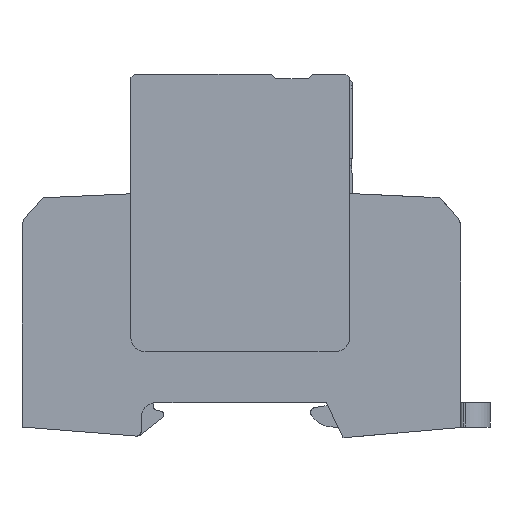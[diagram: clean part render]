
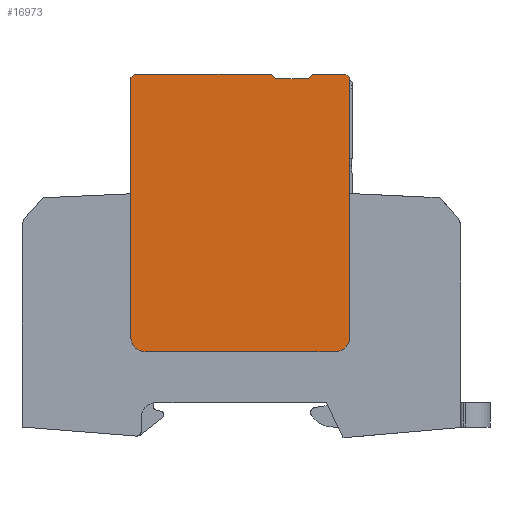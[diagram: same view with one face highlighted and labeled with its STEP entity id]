
A CAD part, left-side view. The second image highlights one B-rep face of the part: STEP entity #16973.
In plain terms, the highlighted planar face has unit normal (-1, 0, 0).
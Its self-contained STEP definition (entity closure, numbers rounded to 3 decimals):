
#16876=AXIS2_PLACEMENT_3D('Plane Axis2P3D',#16873,#16874,#16875) ;
#16691=CARTESIAN_POINT('Vertex',(0.,44.06,73.853)) ;
#16705=CARTESIAN_POINT('Vertex',(0.,44.96,74.753)) ;
#16708=CARTESIAN_POINT('Line Origine',(0.,44.51,74.303)) ;
#16846=CARTESIAN_POINT('Line Origine',(0.,73.485,74.378)) ;
#16850=CARTESIAN_POINT('Vertex',(0.,73.86,74.003)) ;
#16852=CARTESIAN_POINT('Vertex',(0.,73.11,74.753)) ;
#16873=CARTESIAN_POINT('Axis2P3D Location',(0.,72.86,17.703)) ;
#16879=CARTESIAN_POINT('Control Point',(0.,73.86,74.003)) ;
#16880=CARTESIAN_POINT('Control Point',(0.,73.86,63.343)) ;
#16881=CARTESIAN_POINT('Control Point',(0.,73.86,52.683)) ;
#16882=CARTESIAN_POINT('Control Point',(0.,73.86,42.023)) ;
#16883=CARTESIAN_POINT('Control Point',(0.,73.86,31.363)) ;
#16884=CARTESIAN_POINT('Control Point',(0.,73.86,20.703)) ;
#16885=CARTESIAN_POINT('Vertex',(0.,73.86,20.703)) ;
#16889=CARTESIAN_POINT('Control Point',(0.,73.86,20.703)) ;
#16890=CARTESIAN_POINT('Control Point',(0.,73.86,19.76)) ;
#16891=CARTESIAN_POINT('Control Point',(0.,73.491,18.817)) ;
#16892=CARTESIAN_POINT('Control Point',(0.,72.746,18.072)) ;
#16893=CARTESIAN_POINT('Control Point',(0.,71.803,17.703)) ;
#16894=CARTESIAN_POINT('Control Point',(0.,70.86,17.703)) ;
#16895=CARTESIAN_POINT('Vertex',(0.,70.86,17.703)) ;
#16899=CARTESIAN_POINT('Control Point',(0.,70.86,17.703)) ;
#16900=CARTESIAN_POINT('Control Point',(0.,63.06,17.703)) ;
#16901=CARTESIAN_POINT('Control Point',(0.,55.26,17.703)) ;
#16902=CARTESIAN_POINT('Control Point',(0.,47.46,17.703)) ;
#16903=CARTESIAN_POINT('Control Point',(0.,39.66,17.703)) ;
#16904=CARTESIAN_POINT('Control Point',(0.,31.86,17.703)) ;
#16905=CARTESIAN_POINT('Vertex',(0.,31.86,17.703)) ;
#16909=CARTESIAN_POINT('Control Point',(0.,31.86,17.703)) ;
#16910=CARTESIAN_POINT('Control Point',(0.,30.918,17.703)) ;
#16911=CARTESIAN_POINT('Control Point',(0.,29.975,18.072)) ;
#16912=CARTESIAN_POINT('Control Point',(0.,29.229,18.817)) ;
#16913=CARTESIAN_POINT('Control Point',(0.,28.86,19.76)) ;
#16914=CARTESIAN_POINT('Control Point',(0.,28.86,20.703)) ;
#16915=CARTESIAN_POINT('Vertex',(0.,28.86,20.703)) ;
#16919=CARTESIAN_POINT('Control Point',(0.,28.86,20.703)) ;
#16920=CARTESIAN_POINT('Control Point',(0.,28.86,31.363)) ;
#16921=CARTESIAN_POINT('Control Point',(0.,28.86,42.023)) ;
#16922=CARTESIAN_POINT('Control Point',(0.,28.86,52.683)) ;
#16923=CARTESIAN_POINT('Control Point',(0.,28.86,63.343)) ;
#16924=CARTESIAN_POINT('Control Point',(0.,28.86,74.003)) ;
#16925=CARTESIAN_POINT('Vertex',(0.,28.86,74.003)) ;
#16928=CARTESIAN_POINT('Line Origine',(0.,29.235,74.378)) ;
#16932=CARTESIAN_POINT('Vertex',(0.,29.61,74.753)) ;
#16935=CARTESIAN_POINT('Line Origine',(0.,33.035,74.753)) ;
#16939=CARTESIAN_POINT('Vertex',(0.,36.46,74.753)) ;
#16942=CARTESIAN_POINT('Line Origine',(0.,36.91,74.303)) ;
#16946=CARTESIAN_POINT('Vertex',(0.,37.36,73.853)) ;
#16949=CARTESIAN_POINT('Line Origine',(0.,40.71,73.853)) ;
#16954=CARTESIAN_POINT('Line Origine',(0.,59.035,74.753)) ;
#16709=DIRECTION('Vector Direction',(0.,0.707,0.707)) ;
#16847=DIRECTION('Vector Direction',(0.,-0.707,0.707)) ;
#16874=DIRECTION('Axis2P3D Direction',(-1.,0.,0.)) ;
#16875=DIRECTION('Axis2P3D XDirection',(0.,1.,0.)) ;
#16929=DIRECTION('Vector Direction',(0.,-0.707,-0.707)) ;
#16936=DIRECTION('Vector Direction',(0.,1.,0.)) ;
#16943=DIRECTION('Vector Direction',(0.,0.707,-0.707)) ;
#16950=DIRECTION('Vector Direction',(0.,1.,0.)) ;
#16955=DIRECTION('Vector Direction',(0.,1.,0.)) ;
#16710=VECTOR('Line Direction',#16709,1.) ;
#16848=VECTOR('Line Direction',#16847,1.) ;
#16930=VECTOR('Line Direction',#16929,1.) ;
#16937=VECTOR('Line Direction',#16936,1.) ;
#16944=VECTOR('Line Direction',#16943,1.) ;
#16951=VECTOR('Line Direction',#16950,1.) ;
#16956=VECTOR('Line Direction',#16955,1.) ;
#16960=ORIENTED_EDGE('',*,*,#16887,.T.) ;
#16961=ORIENTED_EDGE('',*,*,#16897,.T.) ;
#16962=ORIENTED_EDGE('',*,*,#16907,.T.) ;
#16963=ORIENTED_EDGE('',*,*,#16917,.T.) ;
#16964=ORIENTED_EDGE('',*,*,#16927,.T.) ;
#16965=ORIENTED_EDGE('',*,*,#16934,.F.) ;
#16966=ORIENTED_EDGE('',*,*,#16941,.T.) ;
#16967=ORIENTED_EDGE('',*,*,#16948,.T.) ;
#16968=ORIENTED_EDGE('',*,*,#16953,.T.) ;
#16969=ORIENTED_EDGE('',*,*,#16712,.T.) ;
#16970=ORIENTED_EDGE('',*,*,#16958,.T.) ;
#16971=ORIENTED_EDGE('',*,*,#16854,.F.) ;
#16973=ADVANCED_FACE('ABLEITER_1',(#16972),#16877,.T.) ;
#16878=B_SPLINE_CURVE_WITH_KNOTS('',5,(#16879,#16880,#16881,#16882,#16883,#16884),.UNSPECIFIED.,.F.,.U.,(6,6),(0.65,53.95),.UNSPECIFIED.) ;
#16888=B_SPLINE_CURVE_WITH_KNOTS('',5,(#16889,#16890,#16891,#16892,#16893,#16894),.UNSPECIFIED.,.F.,.U.,(6,6),(0.,4.965),.UNSPECIFIED.) ;
#16898=B_SPLINE_CURVE_WITH_KNOTS('',5,(#16899,#16900,#16901,#16902,#16903,#16904),.UNSPECIFIED.,.F.,.U.,(6,6),(0.,39.),.UNSPECIFIED.) ;
#16908=B_SPLINE_CURVE_WITH_KNOTS('',5,(#16909,#16910,#16911,#16912,#16913,#16914),.UNSPECIFIED.,.F.,.U.,(6,6),(0.,4.965),.UNSPECIFIED.) ;
#16918=B_SPLINE_CURVE_WITH_KNOTS('',5,(#16919,#16920,#16921,#16922,#16923,#16924),.UNSPECIFIED.,.F.,.U.,(6,6),(0.,53.3),.UNSPECIFIED.) ;
#16712=EDGE_CURVE('',#16692,#16706,#16711,.T.) ;
#16854=EDGE_CURVE('',#16851,#16853,#16849,.T.) ;
#16887=EDGE_CURVE('',#16851,#16886,#16878,.T.) ;
#16897=EDGE_CURVE('',#16886,#16896,#16888,.T.) ;
#16907=EDGE_CURVE('',#16896,#16906,#16898,.T.) ;
#16917=EDGE_CURVE('',#16906,#16916,#16908,.T.) ;
#16927=EDGE_CURVE('',#16916,#16926,#16918,.T.) ;
#16934=EDGE_CURVE('',#16933,#16926,#16931,.T.) ;
#16941=EDGE_CURVE('',#16933,#16940,#16938,.T.) ;
#16948=EDGE_CURVE('',#16940,#16947,#16945,.T.) ;
#16953=EDGE_CURVE('',#16947,#16692,#16952,.T.) ;
#16958=EDGE_CURVE('',#16706,#16853,#16957,.T.) ;
#16959=EDGE_LOOP('',(#16960,#16961,#16962,#16963,#16964,#16965,#16966,#16967,#16968,#16969,#16970,#16971)) ;
#16972=FACE_OUTER_BOUND('',#16959,.T.) ;
#16711=LINE('Line',#16708,#16710) ;
#16849=LINE('Line',#16846,#16848) ;
#16931=LINE('Line',#16928,#16930) ;
#16938=LINE('Line',#16935,#16937) ;
#16945=LINE('Line',#16942,#16944) ;
#16952=LINE('Line',#16949,#16951) ;
#16957=LINE('Line',#16954,#16956) ;
#16877=PLANE('',#16876) ;
#16692=VERTEX_POINT('',#16691) ;
#16706=VERTEX_POINT('',#16705) ;
#16851=VERTEX_POINT('',#16850) ;
#16853=VERTEX_POINT('',#16852) ;
#16886=VERTEX_POINT('',#16885) ;
#16896=VERTEX_POINT('',#16895) ;
#16906=VERTEX_POINT('',#16905) ;
#16916=VERTEX_POINT('',#16915) ;
#16926=VERTEX_POINT('',#16925) ;
#16933=VERTEX_POINT('',#16932) ;
#16940=VERTEX_POINT('',#16939) ;
#16947=VERTEX_POINT('',#16946) ;
